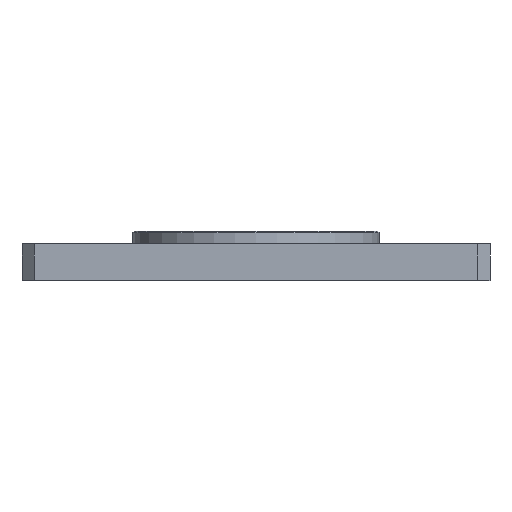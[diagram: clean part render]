
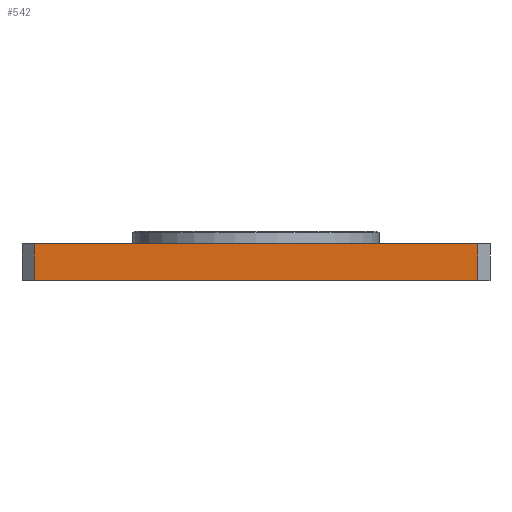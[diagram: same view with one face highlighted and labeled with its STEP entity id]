
A CAD part, front view. The second image highlights one B-rep face of the part: STEP entity #542.
In plain terms, the highlighted planar face has unit normal (0, -1, 0).
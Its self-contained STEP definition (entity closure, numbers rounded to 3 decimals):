
#14 = EDGE_CURVE ( 'NONE', #877, #754, #1217, .T. ) ;
#42 = ORIENTED_EDGE ( 'NONE', *, *, #377, .F. ) ;
#74 = LINE ( 'NONE', #288, #1231 ) ;
#133 = EDGE_LOOP ( 'NONE', ( #1790, #1782, #42, #533 ) ) ;
#169 = CARTESIAN_POINT ( 'NONE',  ( -90., -100., 20. ) ) ;
#288 = CARTESIAN_POINT ( 'NONE',  ( -95., -100., 0. ) ) ;
#300 = DIRECTION ( 'NONE',  ( 0., 0., -1. ) ) ;
#376 = VECTOR ( 'NONE', #1340, 1000. ) ;
#377 = EDGE_CURVE ( 'NONE', #877, #904, #1625, .T. ) ;
#379 = EDGE_CURVE ( 'NONE', #754, #881, #74, .T. ) ;
#393 = DIRECTION ( 'NONE',  ( 0., 0., 1. ) ) ;
#403 = FACE_OUTER_BOUND ( 'NONE', #133, .T. ) ;
#496 = DIRECTION ( 'NONE',  ( 0., 1., 0. ) ) ;
#533 = ORIENTED_EDGE ( 'NONE', *, *, #14, .T. ) ;
#542 = ADVANCED_FACE ( 'NONE', ( #403 ), #1371, .F. ) ;
#584 = CARTESIAN_POINT ( 'NONE',  ( -95., -100., 15. ) ) ;
#633 = EDGE_CURVE ( 'NONE', #881, #904, #977, .T. ) ;
#667 = CARTESIAN_POINT ( 'NONE',  ( -90., -100., 0. ) ) ;
#749 = CARTESIAN_POINT ( 'NONE',  ( -90., -100., 15. ) ) ;
#754 = VERTEX_POINT ( 'NONE', #667 ) ;
#809 = VECTOR ( 'NONE', #300, 1000. ) ;
#877 = VERTEX_POINT ( 'NONE', #749 ) ;
#881 = VERTEX_POINT ( 'NONE', #1357 ) ;
#904 = VERTEX_POINT ( 'NONE', #1370 ) ;
#912 = CARTESIAN_POINT ( 'NONE',  ( -95., -100., 20. ) ) ;
#977 = LINE ( 'NONE', #1214, #1360 ) ;
#1214 = CARTESIAN_POINT ( 'NONE',  ( 90., -100., 20. ) ) ;
#1217 = LINE ( 'NONE', #169, #809 ) ;
#1231 = VECTOR ( 'NONE', #1647, 1000. ) ;
#1303 = AXIS2_PLACEMENT_3D ( 'NONE', #912, #496, #1711 ) ;
#1340 = DIRECTION ( 'NONE',  ( 1., 0., 0. ) ) ;
#1357 = CARTESIAN_POINT ( 'NONE',  ( 90., -100., 0. ) ) ;
#1360 = VECTOR ( 'NONE', #393, 1000. ) ;
#1370 = CARTESIAN_POINT ( 'NONE',  ( 90., -100., 15. ) ) ;
#1371 = PLANE ( 'NONE',  #1303 ) ;
#1625 = LINE ( 'NONE', #584, #376 ) ;
#1647 = DIRECTION ( 'NONE',  ( 1., 0., 0. ) ) ;
#1711 = DIRECTION ( 'NONE',  ( 0., 0., 1. ) ) ;
#1782 = ORIENTED_EDGE ( 'NONE', *, *, #633, .T. ) ;
#1790 = ORIENTED_EDGE ( 'NONE', *, *, #379, .T. ) ;
